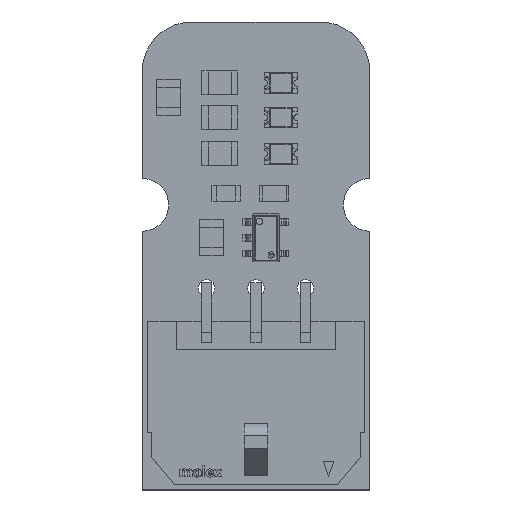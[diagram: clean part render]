
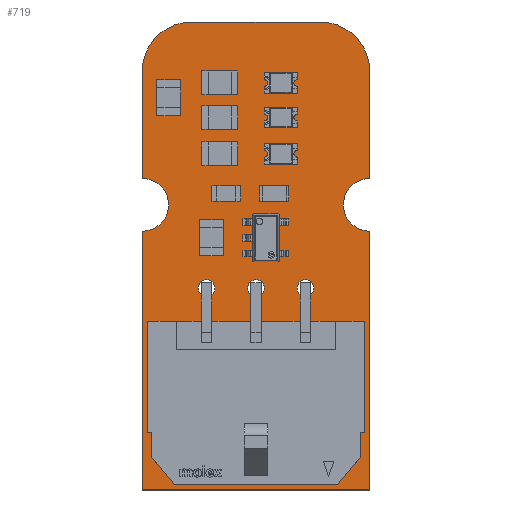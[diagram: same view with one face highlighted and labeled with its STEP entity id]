
A CAD part, top view. The second image highlights one B-rep face of the part: STEP entity #719.
In plain terms, the highlighted planar face has unit normal (0, 0, 1).
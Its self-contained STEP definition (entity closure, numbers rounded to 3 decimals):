
#104 = VERTEX_POINT('',#105);
#105 = CARTESIAN_POINT('',(39.2,25.4,1.591));
#111 = EDGE_CURVE('',#104,#112,#114,.T.);
#112 = VERTEX_POINT('',#113);
#113 = CARTESIAN_POINT('',(25.4,25.4,1.591));
#114 = LINE('',#115,#116);
#115 = CARTESIAN_POINT('',(39.2,25.4,1.591));
#116 = VECTOR('',#117,1.);
#117 = DIRECTION('',(-1.,0.,0.));
#144 = VERTEX_POINT('',#145);
#145 = CARTESIAN_POINT('',(39.2,41.1,1.591));
#151 = EDGE_CURVE('',#144,#104,#152,.T.);
#152 = LINE('',#153,#154);
#153 = CARTESIAN_POINT('',(39.2,50.8,1.591));
#154 = VECTOR('',#155,1.);
#155 = DIRECTION('',(0.,-1.,0.));
#175 = VERTEX_POINT('',#176);
#176 = CARTESIAN_POINT('',(39.2,44.3,1.591));
#182 = EDGE_CURVE('',#175,#144,#183,.T.);
#183 = CIRCLE('',#184,1.6);
#184 = AXIS2_PLACEMENT_3D('',#185,#186,#187);
#185 = CARTESIAN_POINT('',(39.2,42.7,1.591));
#186 = DIRECTION('',(0.,0.,1.));
#187 = DIRECTION('',(1.,0.,-0.));
#208 = VERTEX_POINT('',#209);
#209 = CARTESIAN_POINT('',(39.2,50.8,1.591));
#215 = EDGE_CURVE('',#208,#175,#216,.T.);
#216 = LINE('',#217,#218);
#217 = CARTESIAN_POINT('',(39.2,50.8,1.591));
#218 = VECTOR('',#219,1.);
#219 = DIRECTION('',(0.,-1.,0.));
#239 = VERTEX_POINT('',#240);
#240 = CARTESIAN_POINT('',(36.2,53.8,1.591));
#246 = EDGE_CURVE('',#239,#208,#247,.T.);
#247 = CIRCLE('',#248,3.001);
#248 = AXIS2_PLACEMENT_3D('',#249,#250,#251);
#249 = CARTESIAN_POINT('',(36.199,50.799,1.591));
#250 = DIRECTION('',(0.,0.,-1.));
#251 = DIRECTION('',(0.,1.,0.));
#272 = VERTEX_POINT('',#273);
#273 = CARTESIAN_POINT('',(28.4,53.8,1.591));
#279 = EDGE_CURVE('',#272,#239,#280,.T.);
#280 = LINE('',#281,#282);
#281 = CARTESIAN_POINT('',(28.4,53.8,1.591));
#282 = VECTOR('',#283,1.);
#283 = DIRECTION('',(1.,0.,0.));
#303 = VERTEX_POINT('',#304);
#304 = CARTESIAN_POINT('',(25.4,50.8,1.591));
#310 = EDGE_CURVE('',#303,#272,#311,.T.);
#311 = CIRCLE('',#312,3.001);
#312 = AXIS2_PLACEMENT_3D('',#313,#314,#315);
#313 = CARTESIAN_POINT('',(28.401,50.799,1.591));
#314 = DIRECTION('',(0.,0.,-1.));
#315 = DIRECTION('',(-1.,0.,0.));
#336 = VERTEX_POINT('',#337);
#337 = CARTESIAN_POINT('',(25.4,44.3,1.591));
#343 = EDGE_CURVE('',#336,#303,#344,.T.);
#344 = LINE('',#345,#346);
#345 = CARTESIAN_POINT('',(25.4,25.4,1.591));
#346 = VECTOR('',#347,1.);
#347 = DIRECTION('',(0.,1.,0.));
#367 = VERTEX_POINT('',#368);
#368 = CARTESIAN_POINT('',(27.,42.7,1.591));
#374 = EDGE_CURVE('',#367,#336,#375,.T.);
#375 = CIRCLE('',#376,1.6);
#376 = AXIS2_PLACEMENT_3D('',#377,#378,#379);
#377 = CARTESIAN_POINT('',(25.4,42.7,1.591));
#378 = DIRECTION('',(0.,0.,1.));
#379 = DIRECTION('',(1.,0.,-0.));
#400 = VERTEX_POINT('',#401);
#401 = CARTESIAN_POINT('',(25.4,41.1,1.591));
#407 = EDGE_CURVE('',#400,#367,#408,.T.);
#408 = CIRCLE('',#409,1.6);
#409 = AXIS2_PLACEMENT_3D('',#410,#411,#412);
#410 = CARTESIAN_POINT('',(25.4,42.7,1.591));
#411 = DIRECTION('',(0.,0.,1.));
#412 = DIRECTION('',(1.,0.,-0.));
#431 = EDGE_CURVE('',#112,#400,#432,.T.);
#432 = LINE('',#433,#434);
#433 = CARTESIAN_POINT('',(25.4,25.4,1.591));
#434 = VECTOR('',#435,1.);
#435 = DIRECTION('',(0.,1.,0.));
#455 = VERTEX_POINT('',#456);
#456 = CARTESIAN_POINT('',(33.8,30.325,1.591));
#462 = EDGE_CURVE('',#455,#455,#463,.T.);
#463 = CIRCLE('',#464,1.5);
#464 = AXIS2_PLACEMENT_3D('',#465,#466,#467);
#465 = CARTESIAN_POINT('',(32.3,30.325,1.591));
#466 = DIRECTION('',(0.,0.,1.));
#467 = DIRECTION('',(1.,0.,-0.));
#488 = VERTEX_POINT('',#489);
#489 = CARTESIAN_POINT('',(35.81,34.645,1.591));
#495 = EDGE_CURVE('',#488,#488,#496,.T.);
#496 = CIRCLE('',#497,0.51);
#497 = AXIS2_PLACEMENT_3D('',#498,#499,#500);
#498 = CARTESIAN_POINT('',(35.3,34.645,1.591));
#499 = DIRECTION('',(0.,0.,1.));
#500 = DIRECTION('',(1.,0.,-0.));
#521 = VERTEX_POINT('',#522);
#522 = CARTESIAN_POINT('',(35.81,37.645,1.591));
#528 = EDGE_CURVE('',#521,#521,#529,.T.);
#529 = CIRCLE('',#530,0.51);
#530 = AXIS2_PLACEMENT_3D('',#531,#532,#533);
#531 = CARTESIAN_POINT('',(35.3,37.645,1.591));
#532 = DIRECTION('',(0.,0.,1.));
#533 = DIRECTION('',(1.,0.,-0.));
#554 = VERTEX_POINT('',#555);
#555 = CARTESIAN_POINT('',(32.81,34.645,1.591));
#561 = EDGE_CURVE('',#554,#554,#562,.T.);
#562 = CIRCLE('',#563,0.51);
#563 = AXIS2_PLACEMENT_3D('',#564,#565,#566);
#564 = CARTESIAN_POINT('',(32.3,34.645,1.591));
#565 = DIRECTION('',(0.,0.,1.));
#566 = DIRECTION('',(1.,0.,-0.));
#587 = VERTEX_POINT('',#588);
#588 = CARTESIAN_POINT('',(29.81,34.645,1.591));
#594 = EDGE_CURVE('',#587,#587,#595,.T.);
#595 = CIRCLE('',#596,0.51);
#596 = AXIS2_PLACEMENT_3D('',#597,#598,#599);
#597 = CARTESIAN_POINT('',(29.3,34.645,1.591));
#598 = DIRECTION('',(0.,0.,1.));
#599 = DIRECTION('',(1.,0.,-0.));
#620 = VERTEX_POINT('',#621);
#621 = CARTESIAN_POINT('',(32.81,37.645,1.591));
#627 = EDGE_CURVE('',#620,#620,#628,.T.);
#628 = CIRCLE('',#629,0.51);
#629 = AXIS2_PLACEMENT_3D('',#630,#631,#632);
#630 = CARTESIAN_POINT('',(32.3,37.645,1.591));
#631 = DIRECTION('',(0.,0.,1.));
#632 = DIRECTION('',(1.,0.,-0.));
#653 = VERTEX_POINT('',#654);
#654 = CARTESIAN_POINT('',(29.81,37.645,1.591));
#660 = EDGE_CURVE('',#653,#653,#661,.T.);
#661 = CIRCLE('',#662,0.51);
#662 = AXIS2_PLACEMENT_3D('',#663,#664,#665);
#663 = CARTESIAN_POINT('',(29.3,37.645,1.591));
#664 = DIRECTION('',(0.,0.,1.));
#665 = DIRECTION('',(1.,0.,-0.));
#719 = ADVANCED_FACE('',(#720,#733,#736,#739,#742,#745,#748,#751),#754,
  .F.);
#720 = FACE_BOUND('',#721,.F.);
#721 = EDGE_LOOP('',(#722,#723,#724,#725,#726,#727,#728,#729,#730,#731,
    #732));
#722 = ORIENTED_EDGE('',*,*,#111,.T.);
#723 = ORIENTED_EDGE('',*,*,#431,.T.);
#724 = ORIENTED_EDGE('',*,*,#407,.T.);
#725 = ORIENTED_EDGE('',*,*,#374,.T.);
#726 = ORIENTED_EDGE('',*,*,#343,.T.);
#727 = ORIENTED_EDGE('',*,*,#310,.T.);
#728 = ORIENTED_EDGE('',*,*,#279,.T.);
#729 = ORIENTED_EDGE('',*,*,#246,.T.);
#730 = ORIENTED_EDGE('',*,*,#215,.T.);
#731 = ORIENTED_EDGE('',*,*,#182,.T.);
#732 = ORIENTED_EDGE('',*,*,#151,.T.);
#733 = FACE_BOUND('',#734,.F.);
#734 = EDGE_LOOP('',(#735));
#735 = ORIENTED_EDGE('',*,*,#462,.T.);
#736 = FACE_BOUND('',#737,.F.);
#737 = EDGE_LOOP('',(#738));
#738 = ORIENTED_EDGE('',*,*,#495,.T.);
#739 = FACE_BOUND('',#740,.F.);
#740 = EDGE_LOOP('',(#741));
#741 = ORIENTED_EDGE('',*,*,#528,.T.);
#742 = FACE_BOUND('',#743,.F.);
#743 = EDGE_LOOP('',(#744));
#744 = ORIENTED_EDGE('',*,*,#561,.T.);
#745 = FACE_BOUND('',#746,.F.);
#746 = EDGE_LOOP('',(#747));
#747 = ORIENTED_EDGE('',*,*,#594,.T.);
#748 = FACE_BOUND('',#749,.F.);
#749 = EDGE_LOOP('',(#750));
#750 = ORIENTED_EDGE('',*,*,#627,.T.);
#751 = FACE_BOUND('',#752,.F.);
#752 = EDGE_LOOP('',(#753));
#753 = ORIENTED_EDGE('',*,*,#660,.T.);
#754 = PLANE('',#755);
#755 = AXIS2_PLACEMENT_3D('',#756,#757,#758);
#756 = CARTESIAN_POINT('',(32.3,39.115,1.591));
#757 = DIRECTION('',(-0.,-0.,-1.));
#758 = DIRECTION('',(-1.,0.,0.));
